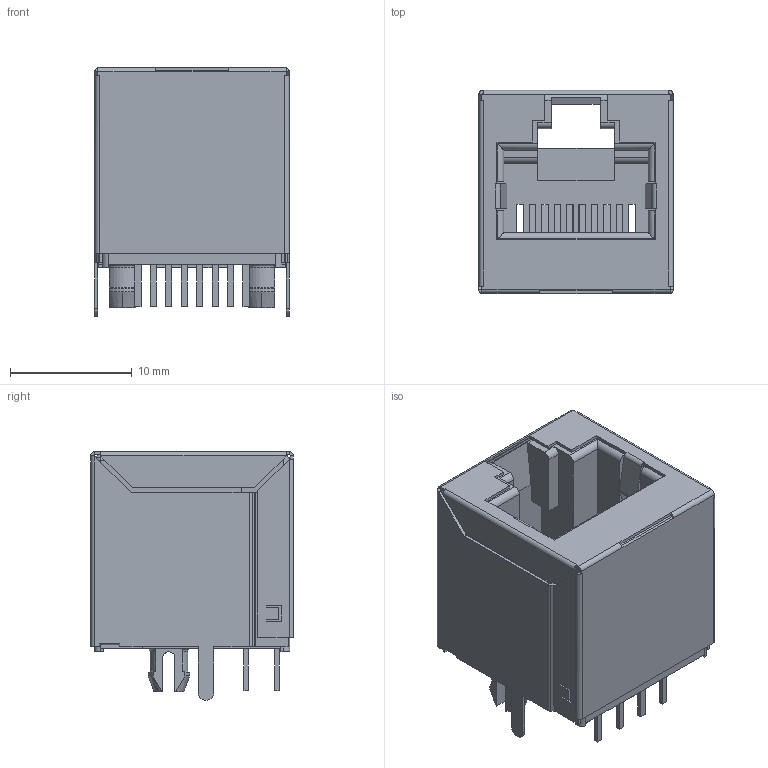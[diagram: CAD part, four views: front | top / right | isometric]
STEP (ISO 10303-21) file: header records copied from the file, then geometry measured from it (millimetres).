
FILE_DESCRIPTION((''),'2;1');
FILE_NAME('PRT0008','2025-03-31T',('HI'),(''),'PRO/ENGINEER BY PARAMETRIC TECHNOLOGY CORPORATION, 2010280','PRO/ENGINEER BY PARAMETRIC TECHNOLOGY CORPORATION, 2010280','');
FILE_SCHEMA(('CONFIG_CONTROL_DESIGN'));
Length unit declared in the file: millimetre
Products named in the file (1): PRT0008
Bounding box: 16 x 16.7 x 20.45 mm (x, y, z)
Volume: 2912.4 mm3; surface area: 4795.5 mm2
Topology: 1 solids, 1 shells, 495 faces, 1369 edges, 866 vertices
Faces by surface type: plane 389, cylinder 88, cone 12, torus 4, sphere 2
Entity records: 15784 total; most frequent: CARTESIAN_POINT 3044, ORIENTED_EDGE 2734, DIRECTION 2501, EDGE_CURVE 1367, VECTOR 1121, LINE 1121, VERTEX_POINT 866, AXIS2_PLACEMENT_3D 690
